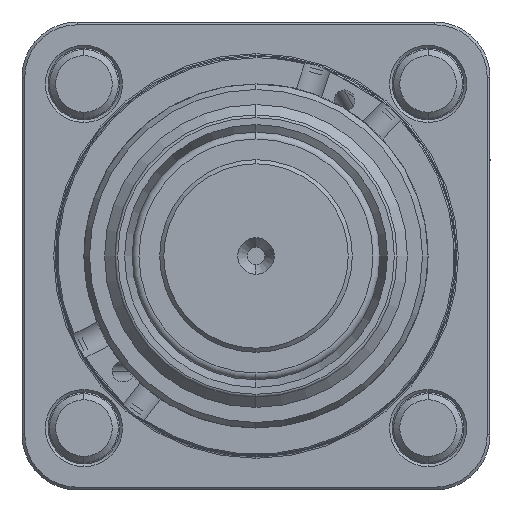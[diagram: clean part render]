
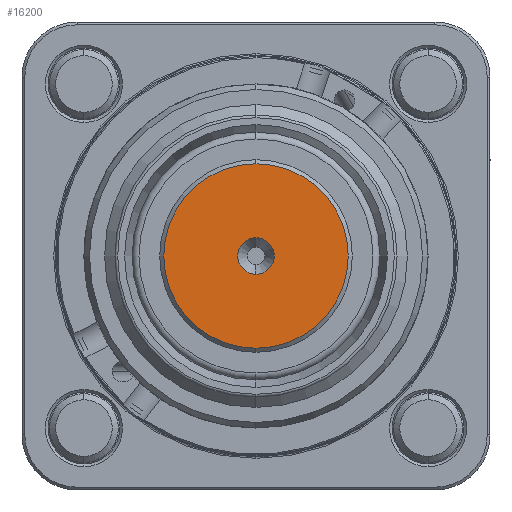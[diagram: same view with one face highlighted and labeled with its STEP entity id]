
A CAD part, front view. The second image highlights one B-rep face of the part: STEP entity #16200.
In plain terms, the highlighted planar face has unit normal (0, -1, 0).
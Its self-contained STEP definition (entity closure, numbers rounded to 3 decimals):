
#21 = EDGE_CURVE ( 'NONE', #7276, #18153, #18819, .T. ) ;
#409 = FACE_OUTER_BOUND ( 'NONE', #15850, .T. ) ;
#486 = DIRECTION ( 'NONE',  ( 0., 0., 1. ) ) ;
#949 = DIRECTION ( 'NONE',  ( 0., 0., 1. ) ) ;
#4187 = CARTESIAN_POINT ( 'NONE',  ( -1.325, -31.95, 0. ) ) ;
#4626 = DIRECTION ( 'NONE',  ( 0., 1., 0. ) ) ;
#4839 = ORIENTED_EDGE ( 'NONE', *, *, #21, .T. ) ;
#5490 = DIRECTION ( 'NONE',  ( 0., -1., 0. ) ) ;
#6240 = AXIS2_PLACEMENT_3D ( 'NONE', #16298, #5490, #21472 ) ;
#6365 = CARTESIAN_POINT ( 'NONE',  ( 0., -31.95, -1.325 ) ) ;
#6609 = CIRCLE ( 'NONE', #6240, 6.7 ) ;
#6648 = CARTESIAN_POINT ( 'NONE',  ( 0., -31.95, 0. ) ) ;
#6888 = EDGE_LOOP ( 'NONE', ( #18142, #18841 ) ) ;
#7276 = VERTEX_POINT ( 'NONE', #12182 ) ;
#7609 = PLANE ( 'NONE',  #9642 ) ;
#7666 = VERTEX_POINT ( 'NONE', #6365 ) ;
#9026 = CIRCLE ( 'NONE', #13528, 1.325 ) ;
#9041 = AXIS2_PLACEMENT_3D ( 'NONE', #6648, #17454, #13349 ) ;
#9642 = AXIS2_PLACEMENT_3D ( 'NONE', #4187, #4626, #11797 ) ;
#11797 = DIRECTION ( 'NONE',  ( 0., 0., -1. ) ) ;
#12182 = CARTESIAN_POINT ( 'NONE',  ( 0., -31.95, -6.7 ) ) ;
#13126 = FACE_BOUND ( 'NONE', #6888, .T. ) ;
#13349 = DIRECTION ( 'NONE',  ( 0., 0., 1. ) ) ;
#13414 = AXIS2_PLACEMENT_3D ( 'NONE', #15700, #22862, #486 ) ;
#13528 = AXIS2_PLACEMENT_3D ( 'NONE', #20721, #17078, #949 ) ;
#13805 = CIRCLE ( 'NONE', #13414, 1.325 ) ;
#14340 = CARTESIAN_POINT ( 'NONE',  ( 0., -31.95, 1.325 ) ) ;
#14805 = EDGE_CURVE ( 'NONE', #15584, #7666, #13805, .T. ) ;
#15584 = VERTEX_POINT ( 'NONE', #14340 ) ;
#15700 = CARTESIAN_POINT ( 'NONE',  ( 0., -31.95, 0. ) ) ;
#15850 = EDGE_LOOP ( 'NONE', ( #4839, #17505 ) ) ;
#16200 = ADVANCED_FACE ( 'NONE', ( #13126, #409 ), #7609, .F. ) ;
#16298 = CARTESIAN_POINT ( 'NONE',  ( 0., -31.95, 0. ) ) ;
#17078 = DIRECTION ( 'NONE',  ( 0., -1., 0. ) ) ;
#17454 = DIRECTION ( 'NONE',  ( 0., -1., 0. ) ) ;
#17505 = ORIENTED_EDGE ( 'NONE', *, *, #22276, .T. ) ;
#18142 = ORIENTED_EDGE ( 'NONE', *, *, #14805, .F. ) ;
#18153 = VERTEX_POINT ( 'NONE', #22089 ) ;
#18608 = EDGE_CURVE ( 'NONE', #7666, #15584, #9026, .T. ) ;
#18819 = CIRCLE ( 'NONE', #9041, 6.7 ) ;
#18841 = ORIENTED_EDGE ( 'NONE', *, *, #18608, .F. ) ;
#20721 = CARTESIAN_POINT ( 'NONE',  ( 0., -31.95, 0. ) ) ;
#21472 = DIRECTION ( 'NONE',  ( 0., 0., 1. ) ) ;
#22089 = CARTESIAN_POINT ( 'NONE',  ( 0., -31.95, 6.7 ) ) ;
#22276 = EDGE_CURVE ( 'NONE', #18153, #7276, #6609, .T. ) ;
#22862 = DIRECTION ( 'NONE',  ( 0., -1., 0. ) ) ;
